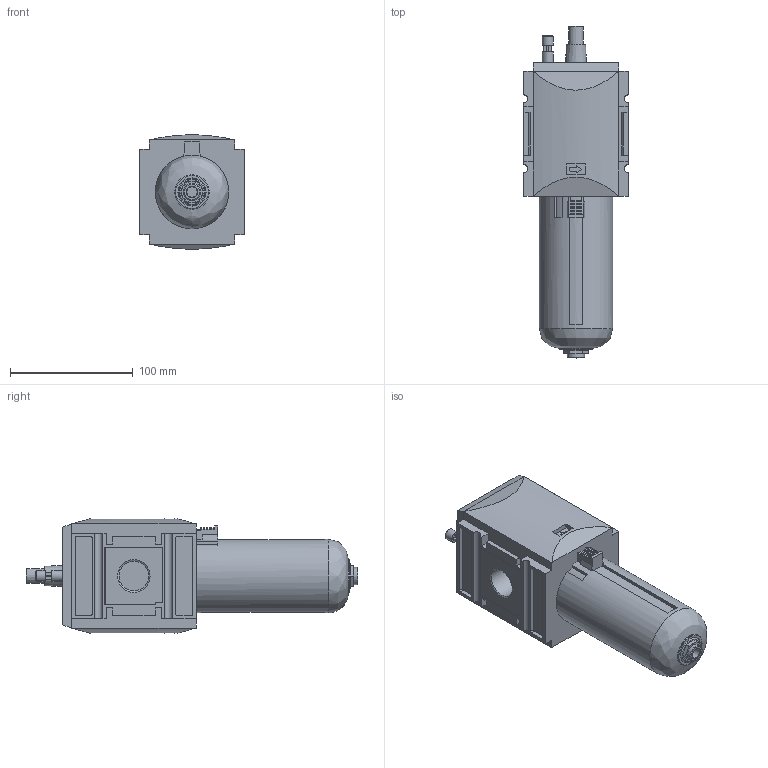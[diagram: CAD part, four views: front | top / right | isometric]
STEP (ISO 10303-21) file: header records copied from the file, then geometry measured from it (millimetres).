
FILE_DESCRIPTION( ( 'STEP AP203' ), '1' );
FILE_NAME( '92504_FF00_2_03.stp', ' ', ( ' ' ), ( ' ' ), 'PSStep 15.0.47', 'PARTsolutions', ' ' );
FILE_SCHEMA( ( 'CONFIG_CONTROL_DESIGN' ) );
Length unit declared in the file: millimetre
Products named in the file (3): 92504.FF00; _FU 6201G 3/4000-1; _FU 6201_0
Assembly tree (2 placements, depth 2):
  92504.FF00
    _FU 6201G 3/4000-1
    _FU 6201_0
Bounding box: 85 x 271 x 93.28 mm (x, y, z)
Volume: 1090997 mm3; surface area: 95415.2 mm2
Topology: 2 solids, 2 shells, 313 faces, 811 edges, 531 vertices
Faces by surface type: plane 216, cylinder 71, cone 18, torus 7, bspline 1
Full cylindrical faces by diameter (mm): 8 x1, 8.566 x1, 9 x2, 14 x1, 22 x1, 23 x1, 24.117 x2, 27 x1, 60 x1
Entity records: 9499 total; most frequent: CARTESIAN_POINT 1757, DIRECTION 1574, ORIENTED_EDGE 1554, EDGE_CURVE 777, LINE 562, VECTOR 562, VERTEX_POINT 523, AXIS2_PLACEMENT_3D 506
